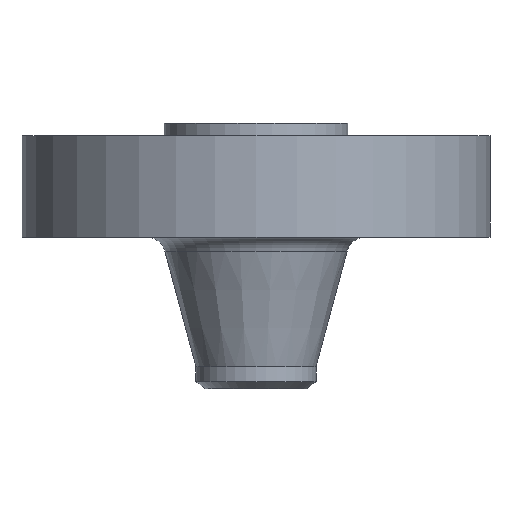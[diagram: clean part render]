
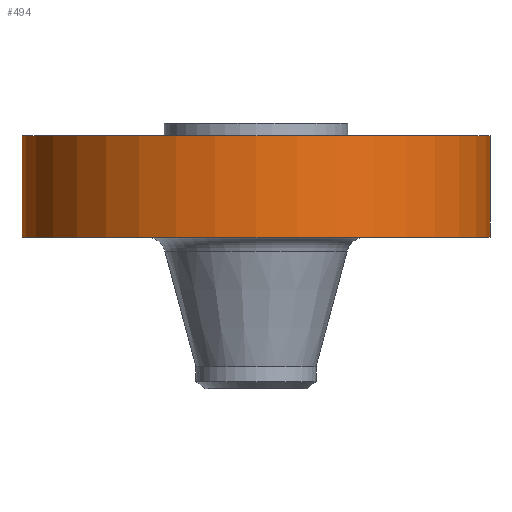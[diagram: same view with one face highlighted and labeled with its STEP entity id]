
A CAD part, front view. The second image highlights one B-rep face of the part: STEP entity #494.
In plain terms, the highlighted cylindrical face has radius 117.475 mm (diameter 234.95 mm), a partial arc.
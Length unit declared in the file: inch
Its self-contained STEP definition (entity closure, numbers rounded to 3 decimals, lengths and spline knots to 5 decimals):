
#2 = DIRECTION ( 'NONE',  ( 0., 0., 1. ) ) ;
#6 = LINE ( 'NONE', #725, #238 ) ;
#20 = LINE ( 'NONE', #912, #128 ) ;
#82 = EDGE_CURVE ( 'NONE', #569, #325, #6, .T. ) ;
#109 = EDGE_CURVE ( 'NONE', #716, #569, #860, .T. ) ;
#128 = VECTOR ( 'NONE', #1001, 39.37008 ) ;
#144 = CIRCLE ( 'NONE', #977, 4.625 ) ;
#155 = EDGE_CURVE ( 'NONE', #529, #325, #144, .T. ) ;
#175 = CARTESIAN_POINT ( 'NONE',  ( 0., 0., -2.25 ) ) ;
#238 = VECTOR ( 'NONE', #2, 39.37008 ) ;
#239 = ORIENTED_EDGE ( 'NONE', *, *, #155, .F. ) ;
#250 = ORIENTED_EDGE ( 'NONE', *, *, #82, .T. ) ;
#260 = CARTESIAN_POINT ( 'NONE',  ( 0., 0., -0.25 ) ) ;
#274 = DIRECTION ( 'NONE',  ( 1., 0., 0. ) ) ;
#325 = VERTEX_POINT ( 'NONE', #850 ) ;
#335 = DIRECTION ( 'NONE',  ( 0., 0., 1. ) ) ;
#345 = CARTESIAN_POINT ( 'NONE',  ( 0., 0., 0. ) ) ;
#347 = AXIS2_PLACEMENT_3D ( 'NONE', #175, #362, #722 ) ;
#362 = DIRECTION ( 'NONE',  ( 0., 0., 1. ) ) ;
#423 = FACE_OUTER_BOUND ( 'NONE', #1026, .T. ) ;
#494 = ADVANCED_FACE ( 'NONE', ( #423 ), #796, .T. ) ;
#529 = VERTEX_POINT ( 'NONE', #963 ) ;
#551 = CARTESIAN_POINT ( 'NONE',  ( -4.625, 0., -2.25 ) ) ;
#557 = AXIS2_PLACEMENT_3D ( 'NONE', #345, #335, #1038 ) ;
#569 = VERTEX_POINT ( 'NONE', #926 ) ;
#614 = EDGE_CURVE ( 'NONE', #716, #529, #20, .T. ) ;
#716 = VERTEX_POINT ( 'NONE', #551 ) ;
#722 = DIRECTION ( 'NONE',  ( 1., 0., 0. ) ) ;
#725 = CARTESIAN_POINT ( 'NONE',  ( 4.625, 0., 0. ) ) ;
#796 = CYLINDRICAL_SURFACE ( 'NONE', #557, 4.625 ) ;
#850 = CARTESIAN_POINT ( 'NONE',  ( 4.625, 0., -0.25 ) ) ;
#860 = CIRCLE ( 'NONE', #347, 4.625 ) ;
#912 = CARTESIAN_POINT ( 'NONE',  ( -4.625, 0., 0. ) ) ;
#926 = CARTESIAN_POINT ( 'NONE',  ( 4.625, 0., -2.25 ) ) ;
#963 = CARTESIAN_POINT ( 'NONE',  ( -4.625, 0., -0.25 ) ) ;
#977 = AXIS2_PLACEMENT_3D ( 'NONE', #260, #1000, #274 ) ;
#1000 = DIRECTION ( 'NONE',  ( 0., 0., 1. ) ) ;
#1001 = DIRECTION ( 'NONE',  ( 0., 0., 1. ) ) ;
#1016 = ORIENTED_EDGE ( 'NONE', *, *, #614, .F. ) ;
#1026 = EDGE_LOOP ( 'NONE', ( #1016, #1141, #250, #239 ) ) ;
#1038 = DIRECTION ( 'NONE',  ( 1., 0., 0. ) ) ;
#1141 = ORIENTED_EDGE ( 'NONE', *, *, #109, .T. ) ;
